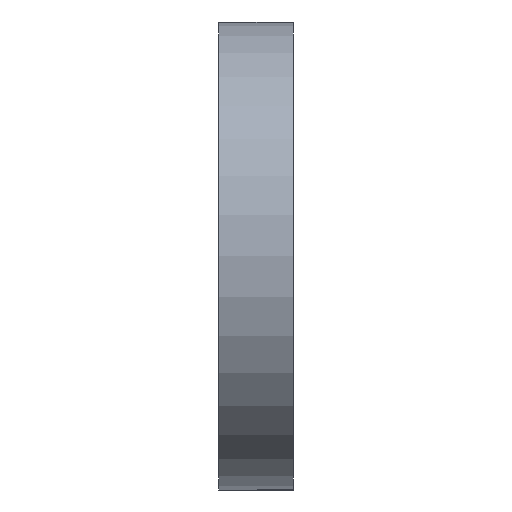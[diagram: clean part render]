
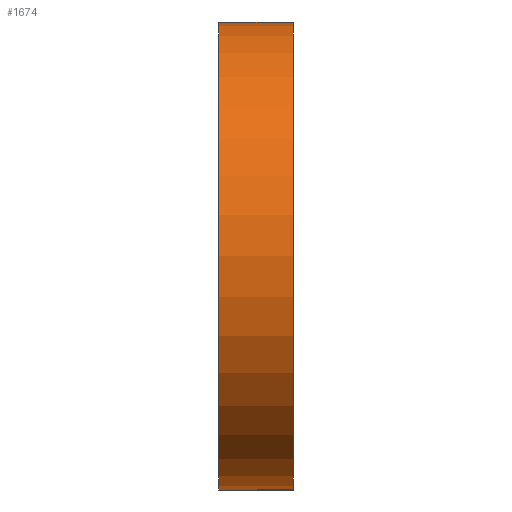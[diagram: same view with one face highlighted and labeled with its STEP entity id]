
A CAD part, left-side view. The second image highlights one B-rep face of the part: STEP entity #1674.
In plain terms, the highlighted cylindrical face has radius 13.5 mm (diameter 27 mm), a partial arc.
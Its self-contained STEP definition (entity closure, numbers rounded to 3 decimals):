
#15 = DIRECTION ( 'NONE',  ( 0., 1., 0. ) ) ;
#40 = AXIS2_PLACEMENT_3D ( 'NONE', #1340, #1475, #666 ) ;
#51 = EDGE_CURVE ( 'NONE', #59, #1325, #1318, .T. ) ;
#59 = VERTEX_POINT ( 'NONE', #159 ) ;
#74 = CIRCLE ( 'NONE', #356, 13.5 ) ;
#115 = DIRECTION ( 'NONE',  ( 0., 1., 0. ) ) ;
#142 = DIRECTION ( 'NONE',  ( 0., -1., 0. ) ) ;
#157 = CARTESIAN_POINT ( 'NONE',  ( -33.513, 0.271, -12.207 ) ) ;
#159 = CARTESIAN_POINT ( 'NONE',  ( -33.513, -4.029, 14.793 ) ) ;
#165 = ORIENTED_EDGE ( 'NONE', *, *, #51, .F. ) ;
#356 = AXIS2_PLACEMENT_3D ( 'NONE', #897, #115, #645 ) ;
#383 = CARTESIAN_POINT ( 'NONE',  ( -33.513, 0.271, 14.793 ) ) ;
#389 = DIRECTION ( 'NONE',  ( 0., -1., 0. ) ) ;
#456 = CARTESIAN_POINT ( 'NONE',  ( -33.513, -4.029, -12.207 ) ) ;
#512 = CARTESIAN_POINT ( 'NONE',  ( -33.513, 0.271, -12.207 ) ) ;
#645 = DIRECTION ( 'NONE',  ( 0., 0., -1. ) ) ;
#666 = DIRECTION ( 'NONE',  ( 0., 0., -1. ) ) ;
#669 = ORIENTED_EDGE ( 'NONE', *, *, #1594, .F. ) ;
#730 = EDGE_LOOP ( 'NONE', ( #1547, #669, #165, #1411 ) ) ;
#848 = VECTOR ( 'NONE', #15, 1000. ) ;
#897 = CARTESIAN_POINT ( 'NONE',  ( -33.513, 0.271, 1.293 ) ) ;
#903 = EDGE_CURVE ( 'NONE', #993, #1042, #74, .T. ) ;
#959 = CYLINDRICAL_SURFACE ( 'NONE', #40, 13.5 ) ;
#993 = VERTEX_POINT ( 'NONE', #512 ) ;
#1013 = EDGE_CURVE ( 'NONE', #1042, #59, #1625, .T. ) ;
#1042 = VERTEX_POINT ( 'NONE', #1207 ) ;
#1060 = DIRECTION ( 'NONE',  ( 0., 0., -1. ) ) ;
#1207 = CARTESIAN_POINT ( 'NONE',  ( -33.513, 0.271, 14.793 ) ) ;
#1318 = CIRCLE ( 'NONE', #1373, 13.5 ) ;
#1325 = VERTEX_POINT ( 'NONE', #456 ) ;
#1340 = CARTESIAN_POINT ( 'NONE',  ( -33.513, 0.271, 1.293 ) ) ;
#1357 = VECTOR ( 'NONE', #389, 1000. ) ;
#1373 = AXIS2_PLACEMENT_3D ( 'NONE', #1596, #142, #1060 ) ;
#1411 = ORIENTED_EDGE ( 'NONE', *, *, #1013, .F. ) ;
#1475 = DIRECTION ( 'NONE',  ( 0., -1., 0. ) ) ;
#1500 = FACE_OUTER_BOUND ( 'NONE', #730, .T. ) ;
#1547 = ORIENTED_EDGE ( 'NONE', *, *, #903, .F. ) ;
#1581 = LINE ( 'NONE', #157, #848 ) ;
#1594 = EDGE_CURVE ( 'NONE', #1325, #993, #1581, .T. ) ;
#1596 = CARTESIAN_POINT ( 'NONE',  ( -33.513, -4.029, 1.293 ) ) ;
#1625 = LINE ( 'NONE', #383, #1357 ) ;
#1674 = ADVANCED_FACE ( 'NONE', ( #1500 ), #959, .T. ) ;
